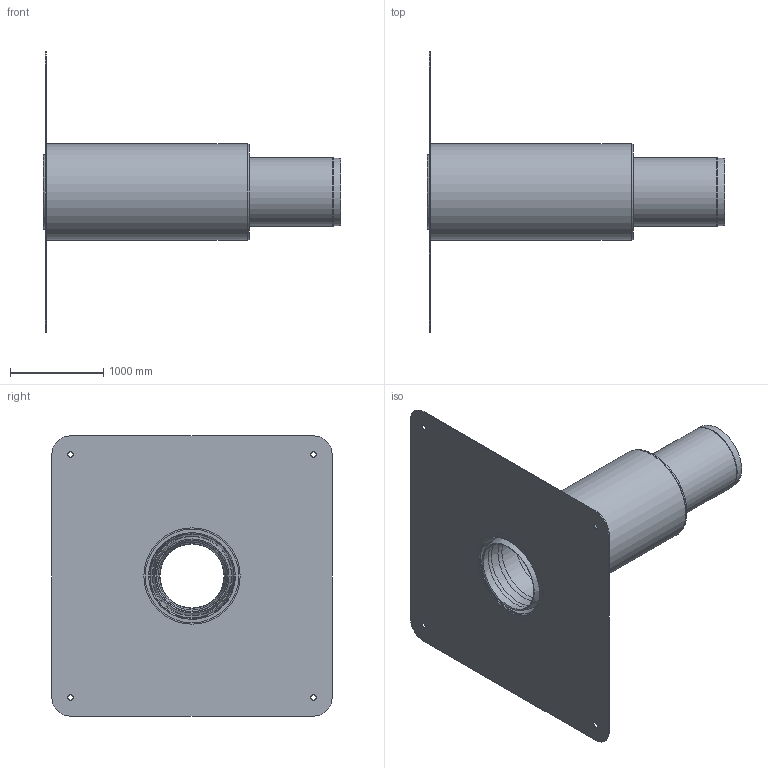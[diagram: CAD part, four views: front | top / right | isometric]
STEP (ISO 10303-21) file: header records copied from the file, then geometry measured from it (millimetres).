
FILE_DESCRIPTION(/* description */ (''),/* implementation_level */ '2;1');
FILE_NAME(/* name */ '22994.070X_3D.stp',/* time_stamp */ '2024-12-12T09:30:06+01:00',/* author */ ('CAD'),/* organization */ (''),/* preprocessor_version */ 'ST-DEVELOPER v20',/* originating_system */ 'AutoCAD Mechanical',/* authorisation */ '');
FILE_SCHEMA (('AUTOMOTIVE_DESIGN { 1 0 10303 214 3 1 1 }'));
Length unit declared in the file: centimetre
Products named in the file (2): Product; *S1
Assembly tree (1 placements, depth 2):
  Product
    *S1
Bounding box: 3180 x 3000 x 3000 mm (x, y, z)
Volume: 1024832652.4 mm3; surface area: 60787892.2 mm2
Topology: 5 solids, 5 shells, 76 faces, 172 edges, 111 vertices
Faces by surface type: cylinder 22, plane 19, cone 16, torus 14, bspline 5
Full cylindrical faces by diameter (mm): 60 x4, 700 x1, 730 x3, 760 x1, 790 x2, 805 x2, 810 x1, 1000 x2, 1020 x1, 1030 x1
Entity records: 2416 total; most frequent: CARTESIAN_POINT 522, DIRECTION 438, ORIENTED_EDGE 344, AXIS2_PLACEMENT_3D 194, EDGE_CURVE 172, CIRCLE 120, VERTEX_POINT 111, EDGE_LOOP 99
